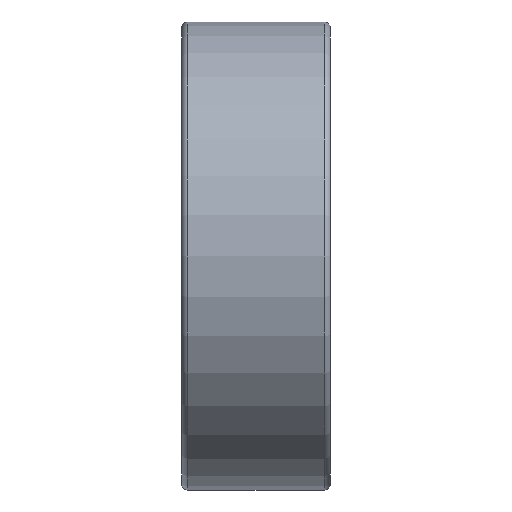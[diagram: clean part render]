
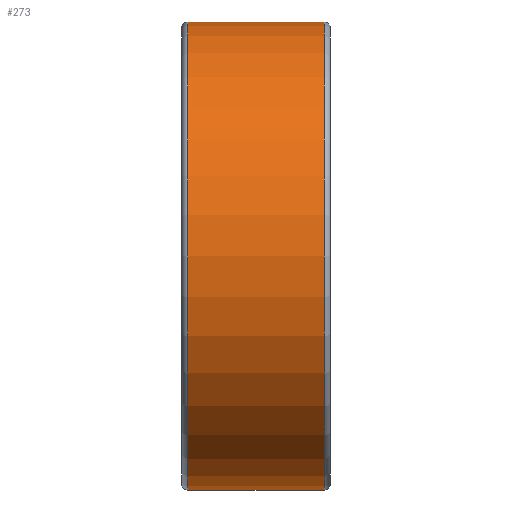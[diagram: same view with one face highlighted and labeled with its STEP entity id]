
A CAD part, front view. The second image highlights one B-rep face of the part: STEP entity #273.
In plain terms, the highlighted cylindrical face has radius 11 mm (diameter 22 mm), a full revolution.
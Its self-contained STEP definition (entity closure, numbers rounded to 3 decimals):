
#273 = ADVANCED_FACE( '', ( #451, #452 ), #453, .T. );
#451 = FACE_OUTER_BOUND( '', #600, .T. );
#452 = FACE_OUTER_BOUND( '', #601, .T. );
#453 = CYLINDRICAL_SURFACE( '', #602, 11. );
#600 = EDGE_LOOP( '', ( #765 ) );
#601 = EDGE_LOOP( '', ( #766 ) );
#602 = AXIS2_PLACEMENT_3D( '', #767, #768, #769 );
#765 = ORIENTED_EDGE( '', *, *, #891, .T. );
#766 = ORIENTED_EDGE( '', *, *, #917, .F. );
#767 = CARTESIAN_POINT( '', ( 50., 0., 0. ) );
#768 = DIRECTION( '', ( -1., 0., 0. ) );
#769 = DIRECTION( '', ( 0., 0., -1. ) );
#891 = EDGE_CURVE( '', #968, #968, #969, .T. );
#917 = EDGE_CURVE( '', #1005, #1005, #1006, .T. );
#968 = VERTEX_POINT( '', #1065 );
#969 = CIRCLE( '', #1066, 11. );
#1005 = VERTEX_POINT( '', #1102 );
#1006 = CIRCLE( '', #1103, 11. );
#1065 = CARTESIAN_POINT( '', ( 0.3, 0., -11. ) );
#1066 = AXIS2_PLACEMENT_3D( '', #1165, #1166, #1167 );
#1102 = CARTESIAN_POINT( '', ( 6.7, 0., -11. ) );
#1103 = AXIS2_PLACEMENT_3D( '', #1204, #1205, #1206 );
#1165 = CARTESIAN_POINT( '', ( 0.3, 0., 0. ) );
#1166 = DIRECTION( '', ( 1., 0., 0. ) );
#1167 = DIRECTION( '', ( 0., 0., -1. ) );
#1204 = CARTESIAN_POINT( '', ( 6.7, 0., 0. ) );
#1205 = DIRECTION( '', ( 1., 0., 0. ) );
#1206 = DIRECTION( '', ( 0., 0., -1. ) );
